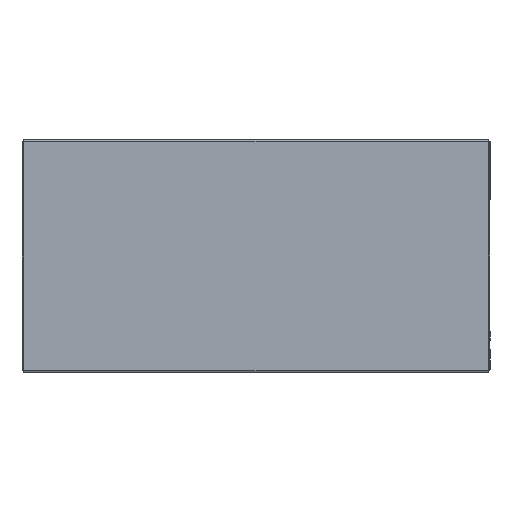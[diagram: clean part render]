
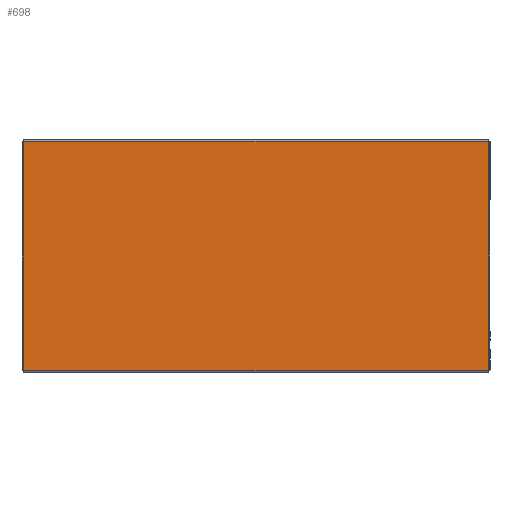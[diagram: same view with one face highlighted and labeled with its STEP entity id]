
A CAD part, front view. The second image highlights one B-rep face of the part: STEP entity #698.
In plain terms, the highlighted planar face has unit normal (0, -1, 0).
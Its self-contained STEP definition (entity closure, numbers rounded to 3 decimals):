
#20 = CARTESIAN_POINT ( 'NONE',  ( 319.8, -1.2, -157.8 ) ) ;
#183 = ORIENTED_EDGE ( 'NONE', *, *, #1492, .T. ) ;
#359 = CARTESIAN_POINT ( 'NONE',  ( 319.8, -1.2, 158. ) ) ;
#412 = LINE ( 'NONE', #562, #1915 ) ;
#438 = VECTOR ( 'NONE', #1740, 1000. ) ;
#562 = CARTESIAN_POINT ( 'NONE',  ( -319.8, -1.2, -157.8 ) ) ;
#576 = CARTESIAN_POINT ( 'NONE',  ( -319.8, -1.2, 157.8 ) ) ;
#650 = CARTESIAN_POINT ( 'NONE',  ( -319.8, -1.2, -157.8 ) ) ;
#659 = EDGE_CURVE ( 'NONE', #1525, #2261, #2112, .T. ) ;
#698 = ADVANCED_FACE ( 'NONE', ( #1723 ), #2371, .F. ) ;
#722 = EDGE_LOOP ( 'NONE', ( #183, #1310, #1583, #1398 ) ) ;
#769 = CARTESIAN_POINT ( 'NONE',  ( 319.8, -1.2, 157.8 ) ) ;
#1040 = LINE ( 'NONE', #359, #1415 ) ;
#1118 = EDGE_CURVE ( 'NONE', #1525, #1644, #1040, .T. ) ;
#1240 = VERTEX_POINT ( 'NONE', #650 ) ;
#1310 = ORIENTED_EDGE ( 'NONE', *, *, #1118, .F. ) ;
#1350 = DIRECTION ( 'NONE',  ( 1., 0., 0. ) ) ;
#1398 = ORIENTED_EDGE ( 'NONE', *, *, #2252, .F. ) ;
#1413 = DIRECTION ( 'NONE',  ( -1., 0., 0. ) ) ;
#1415 = VECTOR ( 'NONE', #2127, 1000. ) ;
#1492 = EDGE_CURVE ( 'NONE', #1240, #1644, #412, .T. ) ;
#1525 = VERTEX_POINT ( 'NONE', #769 ) ;
#1583 = ORIENTED_EDGE ( 'NONE', *, *, #659, .T. ) ;
#1643 = LINE ( 'NONE', #1755, #438 ) ;
#1644 = VERTEX_POINT ( 'NONE', #20 ) ;
#1686 = AXIS2_PLACEMENT_3D ( 'NONE', #2207, #2180, #2406 ) ;
#1723 = FACE_OUTER_BOUND ( 'NONE', #722, .T. ) ;
#1740 = DIRECTION ( 'NONE',  ( 0., 0., 1. ) ) ;
#1755 = CARTESIAN_POINT ( 'NONE',  ( -319.8, -1.2, -158. ) ) ;
#1793 = CARTESIAN_POINT ( 'NONE',  ( 319.8, -1.2, 157.8 ) ) ;
#1915 = VECTOR ( 'NONE', #1350, 1000. ) ;
#2112 = LINE ( 'NONE', #1793, #2244 ) ;
#2127 = DIRECTION ( 'NONE',  ( 0., 0., -1. ) ) ;
#2180 = DIRECTION ( 'NONE',  ( 0., 1., 0. ) ) ;
#2207 = CARTESIAN_POINT ( 'NONE',  ( 0., -1.2, 0. ) ) ;
#2244 = VECTOR ( 'NONE', #1413, 1000. ) ;
#2252 = EDGE_CURVE ( 'NONE', #1240, #2261, #1643, .T. ) ;
#2261 = VERTEX_POINT ( 'NONE', #576 ) ;
#2371 = PLANE ( 'NONE',  #1686 ) ;
#2406 = DIRECTION ( 'NONE',  ( 0., 0., 1. ) ) ;
